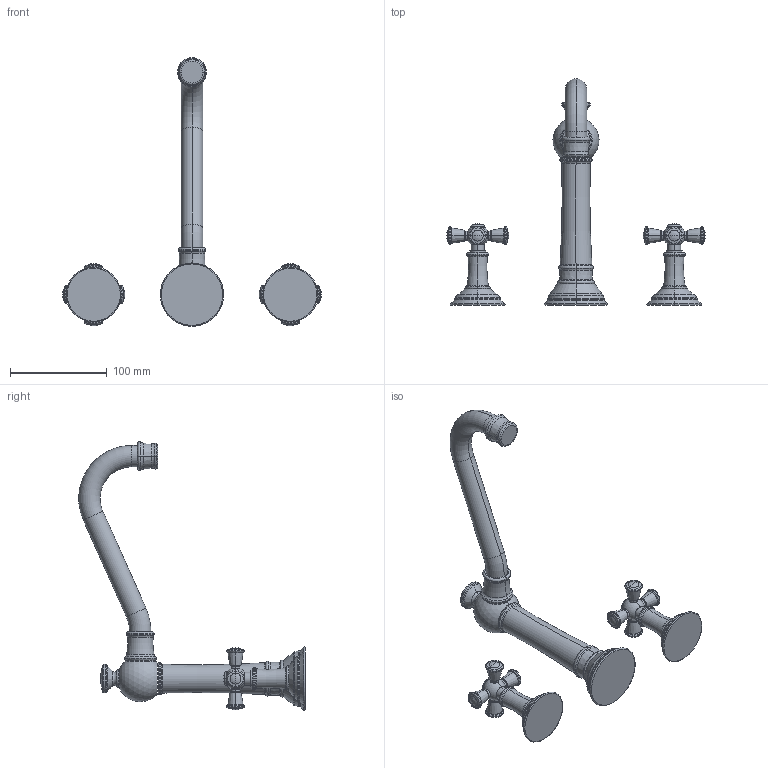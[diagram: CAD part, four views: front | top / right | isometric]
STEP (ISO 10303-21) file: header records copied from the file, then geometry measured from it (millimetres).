
FILE_DESCRIPTION((''),'2;1');
FILE_NAME('2470-5422_','2021-03-05T16:26:52',('rsmith'),(''),'CREO PARAMETRIC BY PTC INC, 2018400','CREO PARAMETRIC BY PTC INC, 2018400','');
FILE_SCHEMA(('AUTOMOTIVE_DESIGN { 1 0 10303 214 1 1 1 1 }'));
Length unit declared in the file: inch
Products named in the file (1): 2470-5422_
Bounding box: 267.41 x 233.79 x 277.69 mm (x, y, z)
Volume: 437646.6 mm3; surface area: 79858.5 mm2
Topology: 4 solids, 4 shells, 368 faces, 763 edges, 397 vertices
Faces by surface type: torus 222, cylinder 64, bspline 28, sphere 26, plane 18, cone 8, revolution 2
Entity records: 15143 total; most frequent: CARTESIAN_POINT 2282, DIRECTION 2084, ORIENTED_EDGE 1482, PRESENTATION_STYLE_ASSIGNMENT 1059, AXIS2_PLACEMENT_3D 1005, STYLED_ITEM 747, CURVE_STYLE 743, EDGE_CURVE 741
